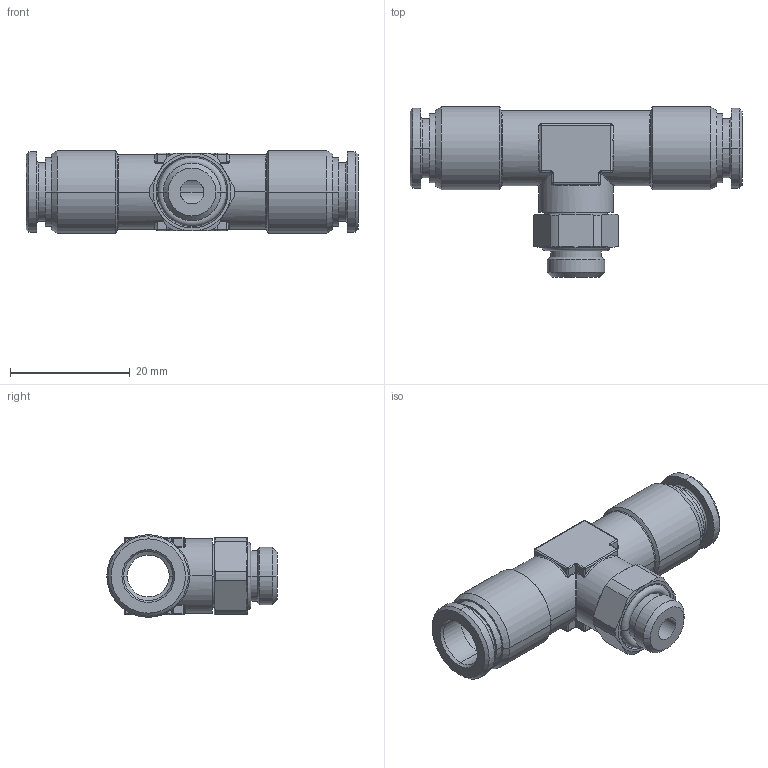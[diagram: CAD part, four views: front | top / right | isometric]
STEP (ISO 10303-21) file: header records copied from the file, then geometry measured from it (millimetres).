
FILE_DESCRIPTION((''),'2;1');
FILE_NAME('mxm.21.08.18',(''),('sopra-pneumatic'),'PRO/ENGINEER BY PARAMETRIC TECHNOLOGY CORPORATION, 2011490','PRO/ENGINEER BY PARAMETRIC TECHNOLOGY CORPORATION, 2011490','');
FILE_SCHEMA(('CONFIG_CONTROL_DESIGN'));
Length unit declared in the file: millimetre
Products named in the file (1): 382066B_921X4-8F-1-8
Bounding box: 55.4 x 28.4 x 13.8 mm (x, y, z)
Volume: 6303 mm3; surface area: 5593.8 mm2
Topology: 2 solids, 2 shells, 258 faces, 560 edges, 318 vertices
Faces by surface type: cylinder 88, cone 50, plane 48, torus 34, bspline 22, sphere 16
Entity records: 8186 total; most frequent: CARTESIAN_POINT 2542, DIRECTION 1266, ORIENTED_EDGE 1120, EDGE_CURVE 560, AXIS2_PLACEMENT_3D 540, VERTEX_POINT 318, CIRCLE 304, EDGE_LOOP 276
